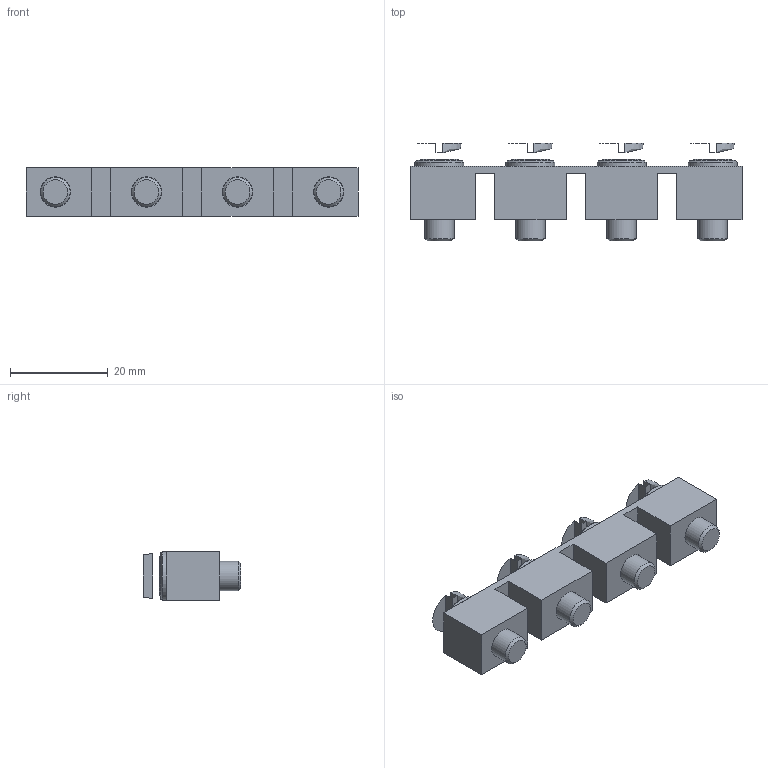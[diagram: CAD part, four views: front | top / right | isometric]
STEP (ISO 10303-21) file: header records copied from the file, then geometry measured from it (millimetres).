
FILE_DESCRIPTION(/* description */ (''),/* implementation_level */ '2;1');
FILE_NAME(/* name */ '17257_0_SQ_50_4.stp',/* time_stamp */ '2021-10-13T10:26:06+02:00',/* author */ ('schlueter'),/* organization */ ('USER'),/* preprocessor_version */ 'ST-DEVELOPER v18',/* originating_system */ 'Autodesk Manufacturing Data Exchange Utility2020.0.0.905203',/* authorisation */ '');
FILE_SCHEMA (('AUTOMOTIVE_DESIGN { 1 0 10303 214 3 1 1 }'));
Length unit declared in the file: millimetre
Products named in the file (1): 17257_0_SQ_50_4P
Bounding box: 67.8 x 20 x 10 mm (x, y, z)
Volume: 7717.9 mm3; surface area: 6853.6 mm2
Topology: 9 solids, 9 shells, 110 faces, 300 edges, 216 vertices
Faces by surface type: plane 58, cylinder 24, cone 20, torus 8
Full cylindrical faces by diameter (mm): 5.3 x4, 5.5 x4, 6 x4, 6.2 x4, 6.4 x4, 10 x4
Entity records: 3687 total; most frequent: DIRECTION 682, CARTESIAN_POINT 659, ORIENTED_EDGE 600, EDGE_CURVE 300, AXIS2_PLACEMENT_3D 287, VERTEX_POINT 216, CIRCLE 176, EDGE_LOOP 134
